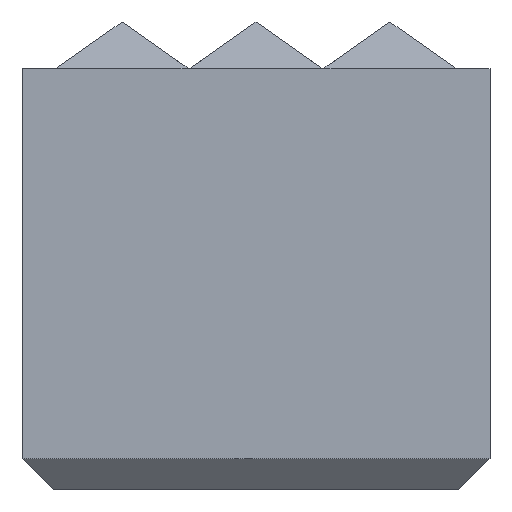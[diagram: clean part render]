
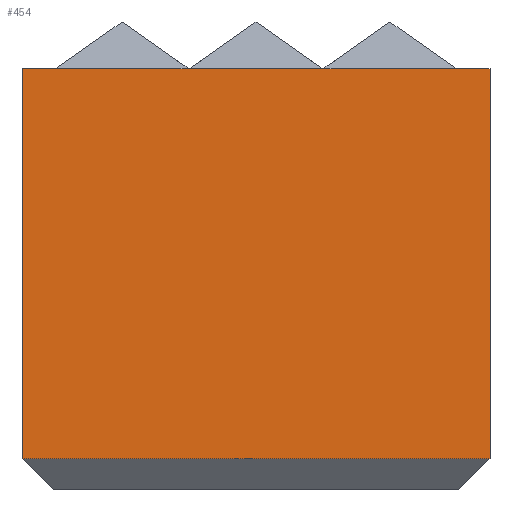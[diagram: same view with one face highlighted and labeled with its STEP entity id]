
A CAD part, left-side view. The second image highlights one B-rep face of the part: STEP entity #454.
In plain terms, the highlighted planar face has unit normal (-1, 0, 0).
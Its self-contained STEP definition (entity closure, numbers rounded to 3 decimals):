
#268=EDGE_CURVE('',#462,#610,#739,.T.);
#294=VERTEX_POINT('',#768);
#334=VERTEX_POINT('',#814);
#382=EDGE_CURVE('',#294,#674,#870,.T.);
#402=VERTEX_POINT('',#893);
#416=EDGE_CURVE('',#668,#402,#908,.T.);
#420=EDGE_CURVE('',#440,#334,#912,.T.);
#430=EDGE_CURVE('',#674,#440,#925,.T.);
#440=VERTEX_POINT('',#935);
#452=EDGE_CURVE('',#668,#610,#947,.T.);
#454=ADVANCED_FACE('',(#949),#950,.F.);
#462=VERTEX_POINT('',#958);
#610=VERTEX_POINT('',#1129);
#656=EDGE_CURVE('',#402,#334,#1182,.T.);
#658=EDGE_CURVE('',#294,#462,#1184,.T.);
#668=VERTEX_POINT('',#1195);
#674=VERTEX_POINT('',#1201);
#739=LINE('',#1269,#1270);
#768=CARTESIAN_POINT('',(-6.0,-5.15,10.8));
#814=CARTESIAN_POINT('',(-6.0,5.15,10.8));
#870=LINE('',#1450,#1451);
#893=CARTESIAN_POINT('',(-6.0,6.0,10.8));
#908=LINE('',#1508,#1509);
#912=LINE('',#1516,#1517);
#925=LINE('',#1533,#1534);
#935=CARTESIAN_POINT('',(-6.0,1.717,10.8));
#947=LINE('',#1568,#1569);
#949=FACE_OUTER_BOUND('',#1571,.T.);
#950=PLANE('',#1572);
#958=CARTESIAN_POINT('',(-6.0,-6.,10.8));
#1129=CARTESIAN_POINT('',(-6.0,-6.,0.8));
#1182=LINE('',#1903,#1904);
#1184=LINE('',#1907,#1908);
#1195=CARTESIAN_POINT('',(-6.0,6.0,0.8));
#1201=CARTESIAN_POINT('',(-6.0,-1.717,10.8));
#1269=CARTESIAN_POINT('',(-6.0,-6.,10.8));
#1270=VECTOR('',#2002,1.0);
#1450=CARTESIAN_POINT('',(-6.0,0.,10.8));
#1451=VECTOR('',#2169,1.0);
#1508=CARTESIAN_POINT('',(-6.0,6.0,0.8));
#1509=VECTOR('',#2207,1.0);
#1516=CARTESIAN_POINT('',(-6.0,0.,10.8));
#1517=VECTOR('',#2209,1.0);
#1533=CARTESIAN_POINT('',(-6.0,0.,10.8));
#1534=VECTOR('',#2229,1.0);
#1568=CARTESIAN_POINT('',(-6.0,0.,0.8));
#1569=VECTOR('',#2237,1.0);
#1571=EDGE_LOOP('',(#2239,#2240,#2241,#2242,#2243,#2244,#2245,#2246));
#1572=AXIS2_PLACEMENT_3D('',#2247,#2248,#2249);
#1903=CARTESIAN_POINT('',(-6.0,6.0,10.8));
#1904=VECTOR('',#2517,1.0);
#1907=CARTESIAN_POINT('',(-6.0,-5.15,10.8));
#1908=VECTOR('',#2518,1.0);
#2002=DIRECTION('',(0.,0.,-1.0));
#2169=DIRECTION('',(0.,1.0,0.));
#2207=DIRECTION('',(0.,0.,1.0));
#2209=DIRECTION('',(0.,1.0,0.));
#2229=DIRECTION('',(0.,1.0,0.));
#2237=DIRECTION('',(0.,-1.0,0.));
#2239=ORIENTED_EDGE('',*,*,#452,.T.);
#2240=ORIENTED_EDGE('',*,*,#268,.F.);
#2241=ORIENTED_EDGE('',*,*,#658,.F.);
#2242=ORIENTED_EDGE('',*,*,#382,.T.);
#2243=ORIENTED_EDGE('',*,*,#430,.T.);
#2244=ORIENTED_EDGE('',*,*,#420,.T.);
#2245=ORIENTED_EDGE('',*,*,#656,.F.);
#2246=ORIENTED_EDGE('',*,*,#416,.F.);
#2247=CARTESIAN_POINT('',(-6.0,0.,6.082));
#2248=DIRECTION('',(1.0,0.,0.));
#2249=DIRECTION('',(0.,1.0,0.0));
#2517=DIRECTION('',(0.,-1.0,0.0));
#2518=DIRECTION('',(0.,-1.0,0.0));
